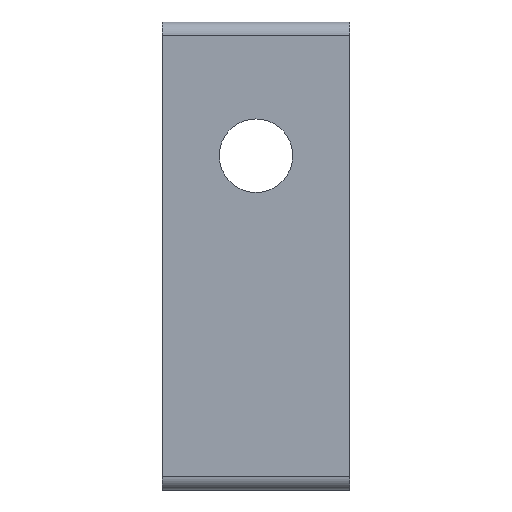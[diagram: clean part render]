
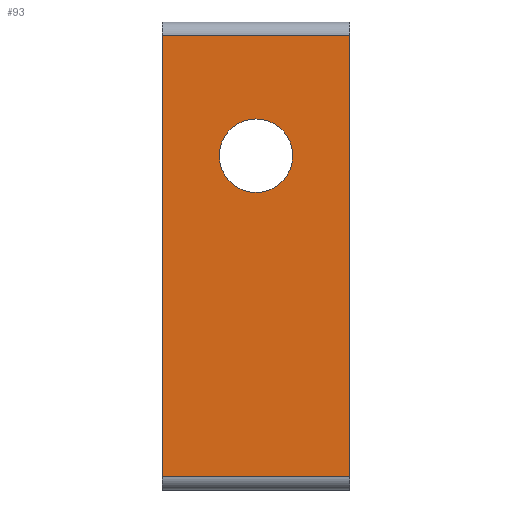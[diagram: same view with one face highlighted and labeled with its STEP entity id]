
A CAD part, front view. The second image highlights one B-rep face of the part: STEP entity #93.
In plain terms, the highlighted planar face has unit normal (0, -1, 0).
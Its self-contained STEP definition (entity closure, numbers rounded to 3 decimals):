
#93 = ADVANCED_FACE( '', ( #154, #155 ), #156, .T. );
#154 = FACE_BOUND( '', #242, .T. );
#155 = FACE_OUTER_BOUND( '', #243, .T. );
#156 = PLANE( '', #244 );
#242 = EDGE_LOOP( '', ( #454, #455 ) );
#243 = EDGE_LOOP( '', ( #456, #457, #458, #459 ) );
#244 = AXIS2_PLACEMENT_3D( '', #460, #461, #462 );
#454 = ORIENTED_EDGE( '', *, *, #678, .T. );
#455 = ORIENTED_EDGE( '', *, *, #682, .T. );
#456 = ORIENTED_EDGE( '', *, *, #708, .T. );
#457 = ORIENTED_EDGE( '', *, *, #726, .F. );
#458 = ORIENTED_EDGE( '', *, *, #727, .F. );
#459 = ORIENTED_EDGE( '', *, *, #728, .T. );
#460 = CARTESIAN_POINT( '', ( 7., 0., 34. ) );
#461 = DIRECTION( '', ( 0., -1., 0. ) );
#462 = DIRECTION( '', ( 0., 0., 1. ) );
#678 = EDGE_CURVE( '', #816, #813, #817, .T. );
#682 = EDGE_CURVE( '', #813, #816, #822, .T. );
#708 = EDGE_CURVE( '', #868, #866, #869, .T. );
#726 = EDGE_CURVE( '', #898, #866, #899, .T. );
#727 = EDGE_CURVE( '', #900, #898, #901, .T. );
#728 = EDGE_CURVE( '', #900, #868, #902, .T. );
#813 = VERTEX_POINT( '', #1052 );
#816 = VERTEX_POINT( '', #1056 );
#817 = CIRCLE( '', #1057, 2.75 );
#822 = CIRCLE( '', #1063, 2.75 );
#866 = VERTEX_POINT( '', #1151 );
#868 = VERTEX_POINT( '', #1153 );
#869 = LINE( '', #1154, #1155 );
#898 = VERTEX_POINT( '', #1195 );
#899 = LINE( '', #1196, #1197 );
#900 = VERTEX_POINT( '', #1198 );
#901 = LINE( '', #1199, #1200 );
#902 = LINE( '', #1201, #1202 );
#1052 = CARTESIAN_POINT( '', ( 2.75, 0., 25. ) );
#1056 = CARTESIAN_POINT( '', ( -2.75, 0., 25. ) );
#1057 = AXIS2_PLACEMENT_3D( '', #1328, #1329, #1330 );
#1063 = AXIS2_PLACEMENT_3D( '', #1338, #1339, #1340 );
#1151 = CARTESIAN_POINT( '', ( -7., 0., 1. ) );
#1153 = CARTESIAN_POINT( '', ( -7., 0., 34. ) );
#1154 = CARTESIAN_POINT( '', ( -7., 0., 34. ) );
#1155 = VECTOR( '', #1388, 1. );
#1195 = CARTESIAN_POINT( '', ( 7., 0., 1. ) );
#1196 = CARTESIAN_POINT( '', ( 7., 0., 1. ) );
#1197 = VECTOR( '', #1418, 1. );
#1198 = CARTESIAN_POINT( '', ( 7., 0., 34. ) );
#1199 = CARTESIAN_POINT( '', ( 7., 0., 34. ) );
#1200 = VECTOR( '', #1419, 1. );
#1201 = CARTESIAN_POINT( '', ( 7., 0., 34. ) );
#1202 = VECTOR( '', #1420, 1. );
#1328 = CARTESIAN_POINT( '', ( 0., 0., 25. ) );
#1329 = DIRECTION( '', ( 0., 1., 0. ) );
#1330 = DIRECTION( '', ( 1., 0., 0. ) );
#1338 = CARTESIAN_POINT( '', ( 0., 0., 25. ) );
#1339 = DIRECTION( '', ( 0., 1., 0. ) );
#1340 = DIRECTION( '', ( 1., 0., 0. ) );
#1388 = DIRECTION( '', ( 0., 0., -1. ) );
#1418 = DIRECTION( '', ( -1., 0., 0. ) );
#1419 = DIRECTION( '', ( 0., 0., -1. ) );
#1420 = DIRECTION( '', ( -1., 0., 0. ) );
